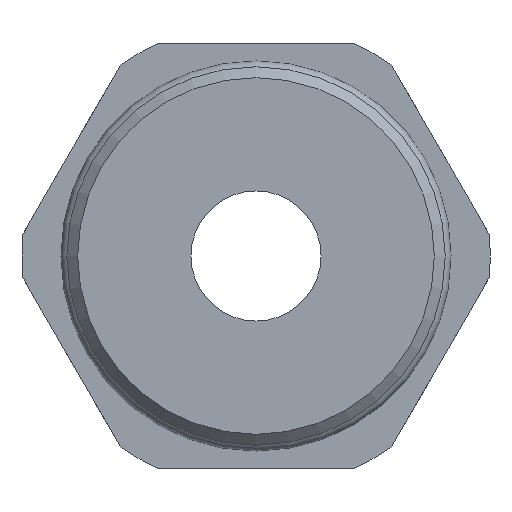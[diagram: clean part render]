
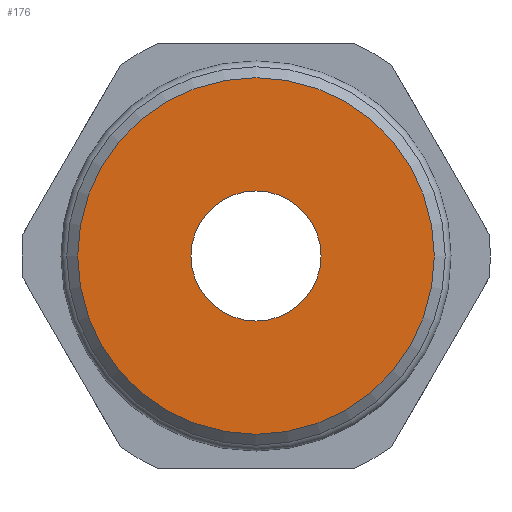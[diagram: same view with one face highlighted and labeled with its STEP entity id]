
A CAD part, left-side view. The second image highlights one B-rep face of the part: STEP entity #176.
In plain terms, the highlighted planar face has unit normal (-1, 0, 0).
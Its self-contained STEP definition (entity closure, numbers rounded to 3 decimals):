
#176 = ADVANCED_FACE( '', ( #400, #401 ), #402, .T. );
#400 = FACE_BOUND( '', #677, .T. );
#401 = FACE_OUTER_BOUND( '', #678, .T. );
#402 = PLANE( '', #679 );
#677 = EDGE_LOOP( '', ( #1116 ) );
#678 = EDGE_LOOP( '', ( #1117 ) );
#679 = AXIS2_PLACEMENT_3D( '', #1118, #1119, #1120 );
#1116 = ORIENTED_EDGE( '', *, *, #1540, .T. );
#1117 = ORIENTED_EDGE( '', *, *, #1687, .F. );
#1118 = CARTESIAN_POINT( '', ( 0., 15.08, 0. ) );
#1119 = DIRECTION( '', ( -1., 0., 0. ) );
#1120 = DIRECTION( '', ( 0., 0., 1. ) );
#1540 = EDGE_CURVE( '', #1812, #1812, #1813, .T. );
#1687 = EDGE_CURVE( '', #2053, #2053, #2054, .T. );
#1812 = VERTEX_POINT( '', #2206 );
#1813 = CIRCLE( '', #2207, 5.5 );
#2053 = VERTEX_POINT( '', #2598 );
#2054 = CIRCLE( '', #2599, 15.08 );
#2206 = CARTESIAN_POINT( '', ( 0., 0., -5.5 ) );
#2207 = AXIS2_PLACEMENT_3D( '', #2853, #2854, #2855 );
#2598 = CARTESIAN_POINT( '', ( 0., 0., -15.08 ) );
#2599 = AXIS2_PLACEMENT_3D( '', #3032, #3033, #3034 );
#2853 = CARTESIAN_POINT( '', ( 0., 0., 0. ) );
#2854 = DIRECTION( '', ( 1., 0., 0. ) );
#2855 = DIRECTION( '', ( 0., 0., -1. ) );
#3032 = CARTESIAN_POINT( '', ( 0., 0., 0. ) );
#3033 = DIRECTION( '', ( 1., 0., 0. ) );
#3034 = DIRECTION( '', ( 0., 0., -1. ) );
